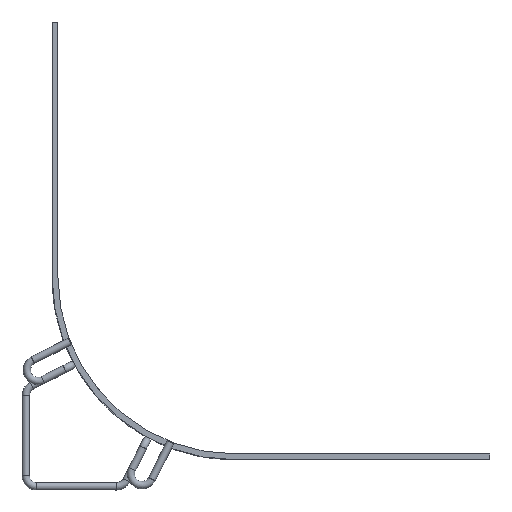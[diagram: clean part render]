
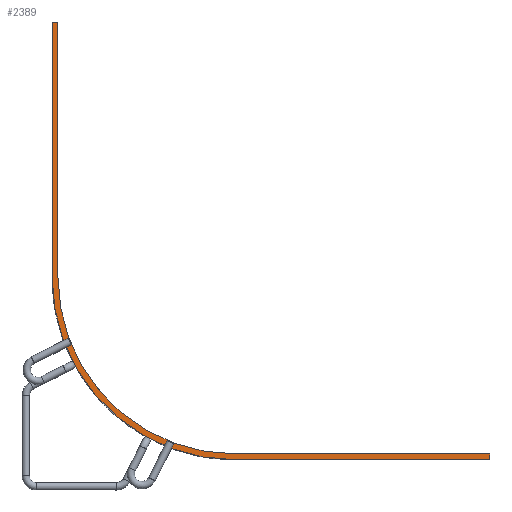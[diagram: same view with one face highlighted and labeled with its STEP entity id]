
A CAD part, top view. The second image highlights one B-rep face of the part: STEP entity #2389.
In plain terms, the highlighted planar face has unit normal (0, 0, 1).
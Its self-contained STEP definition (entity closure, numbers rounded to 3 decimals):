
#109=PLANE('',#2638);
#237=FACE_OUTER_BOUND('',#394,.T.);
#394=EDGE_LOOP('',(#2203,#2204,#2205,#2206,#2207,#2208,#2209,#2210));
#559=LINE('',#5217,#735);
#560=LINE('',#5220,#736);
#563=LINE('',#5226,#739);
#568=LINE('',#5235,#744);
#571=LINE('',#5240,#747);
#572=LINE('',#5241,#748);
#735=VECTOR('',#3283,1.);
#736=VECTOR('',#3286,1.);
#739=VECTOR('',#3291,1.);
#744=VECTOR('',#3298,1.);
#747=VECTOR('',#3305,1.);
#748=VECTOR('',#3306,1.);
#813=CIRCLE('',#2513,119.951);
#874=CIRCLE('',#2631,123.951);
#1030=VERTEX_POINT('',#4799);
#1031=VERTEX_POINT('',#4801);
#1148=VERTEX_POINT('',#5202);
#1149=VERTEX_POINT('',#5204);
#1153=VERTEX_POINT('',#5215);
#1154=VERTEX_POINT('',#5219);
#1156=VERTEX_POINT('',#5225);
#1159=VERTEX_POINT('',#5233);
#1315=EDGE_CURVE('',#1030,#1031,#813,.T.);
#1492=EDGE_CURVE('',#1149,#1148,#874,.T.);
#1499=EDGE_CURVE('',#1153,#1030,#559,.T.);
#1500=EDGE_CURVE('',#1154,#1149,#560,.T.);
#1503=EDGE_CURVE('',#1031,#1156,#563,.T.);
#1508=EDGE_CURVE('',#1148,#1159,#568,.T.);
#1511=EDGE_CURVE('',#1153,#1154,#571,.T.);
#1512=EDGE_CURVE('',#1156,#1159,#572,.T.);
#2203=ORIENTED_EDGE('',*,*,#1511,.T.);
#2204=ORIENTED_EDGE('',*,*,#1500,.T.);
#2205=ORIENTED_EDGE('',*,*,#1492,.T.);
#2206=ORIENTED_EDGE('',*,*,#1508,.T.);
#2207=ORIENTED_EDGE('',*,*,#1512,.F.);
#2208=ORIENTED_EDGE('',*,*,#1503,.F.);
#2209=ORIENTED_EDGE('',*,*,#1315,.F.);
#2210=ORIENTED_EDGE('',*,*,#1499,.F.);
#2389=ADVANCED_FACE('',(#237),#109,.T.);
#2513=AXIS2_PLACEMENT_3D('',#4802,#2922,#2923);
#2631=AXIS2_PLACEMENT_3D('',#5205,#3272,#3273);
#2638=AXIS2_PLACEMENT_3D('',#5239,#3303,#3304);
#2922=DIRECTION('center_axis',(0.,0.,1.));
#2923=DIRECTION('ref_axis',(-1.,0.,0.));
#3272=DIRECTION('center_axis',(0.,0.,1.));
#3273=DIRECTION('ref_axis',(-1.,0.,0.));
#3283=DIRECTION('',(0.,-1.,0.));
#3286=DIRECTION('',(0.,-1.,0.));
#3291=DIRECTION('',(1.,0.,0.));
#3298=DIRECTION('',(1.,0.,0.));
#3303=DIRECTION('center_axis',(0.,0.,1.));
#3304=DIRECTION('ref_axis',(-1.,0.,0.));
#3305=DIRECTION('',(-1.,0.,0.));
#3306=DIRECTION('',(0.,-1.,0.));
#4799=CARTESIAN_POINT('',(-10.514,181.117,47.3));
#4801=CARTESIAN_POINT('',(109.437,61.165,47.3));
#4802=CARTESIAN_POINT('Origin',(109.437,181.117,47.3));
#5202=CARTESIAN_POINT('',(109.437,57.165,47.3));
#5204=CARTESIAN_POINT('',(-14.514,181.117,47.3));
#5205=CARTESIAN_POINT('Origin',(109.437,181.117,47.3));
#5215=CARTESIAN_POINT('',(-10.514,354.117,47.3));
#5217=CARTESIAN_POINT('',(-10.514,354.117,47.3));
#5219=CARTESIAN_POINT('',(-14.514,354.117,47.3));
#5220=CARTESIAN_POINT('',(-14.514,354.117,47.3));
#5225=CARTESIAN_POINT('',(282.437,61.165,47.3));
#5226=CARTESIAN_POINT('',(109.437,61.165,47.3));
#5233=CARTESIAN_POINT('',(282.437,57.165,47.3));
#5235=CARTESIAN_POINT('',(109.437,57.165,47.3));
#5239=CARTESIAN_POINT('Origin',(-10.514,354.117,47.3));
#5240=CARTESIAN_POINT('',(-10.514,354.117,47.3));
#5241=CARTESIAN_POINT('',(282.437,61.165,47.3));
